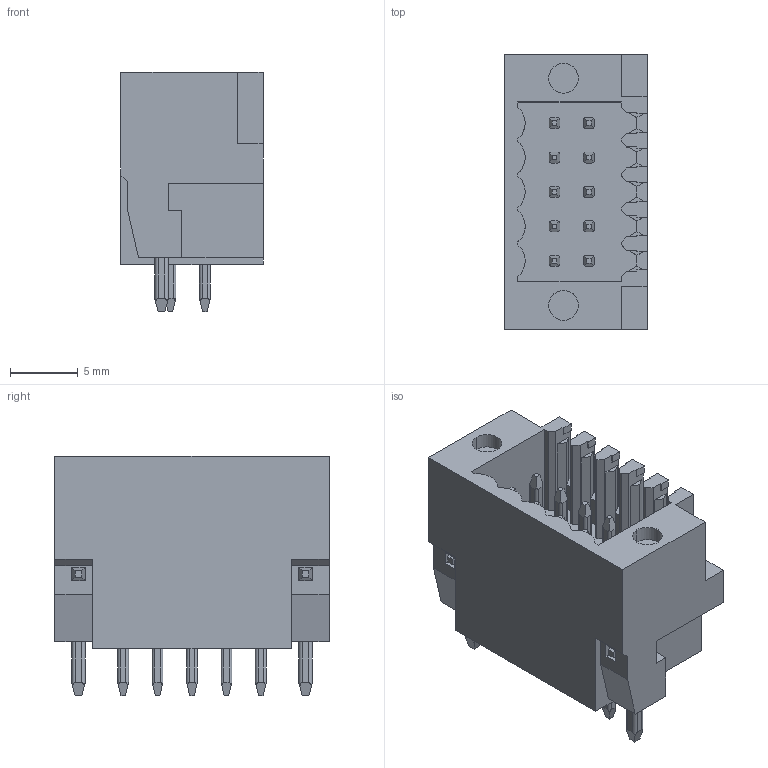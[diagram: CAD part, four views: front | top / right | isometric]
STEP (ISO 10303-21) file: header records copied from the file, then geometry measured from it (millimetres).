
FILE_DESCRIPTION((''),'2;1');
FILE_NAME('TLPHDW-020V','2024-10-17T08:30:27',('tluser'),(''),'CREO PARAMETRIC BY PTC INC, 2018100','CREO PARAMETRIC BY PTC INC, 2018100','');
FILE_SCHEMA(('CONFIG_CONTROL_DESIGN'));
Length unit declared in the file: millimetre
Products named in the file (1): TLPHDW-020V
Bounding box: 10.5 x 20.26 x 17.7 mm (x, y, z)
Volume: 2001.6 mm3; surface area: 1956.3 mm2
Topology: 1 solids, 1 shells, 468 faces, 1308 edges, 858 vertices
Faces by surface type: plane 365, cylinder 99, torus 4
Entity records: 15501 total; most frequent: CARTESIAN_POINT 3675, ORIENTED_EDGE 2616, DIRECTION 2174, EDGE_CURVE 1308, VECTOR 1018, LINE 1018, VERTEX_POINT 858, AXIS2_PLACEMENT_3D 578
